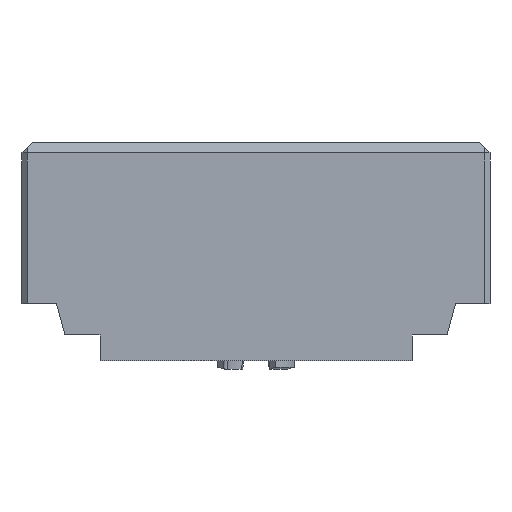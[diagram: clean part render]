
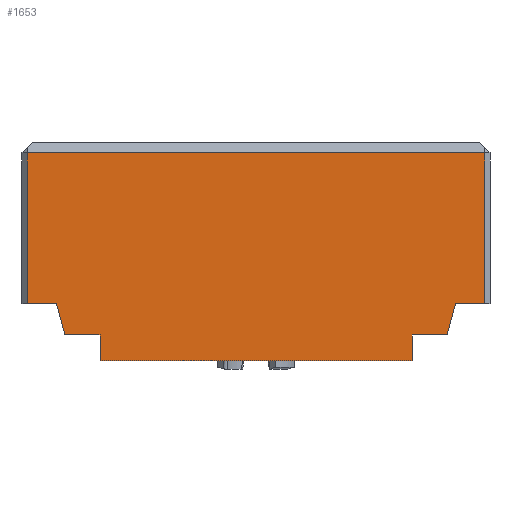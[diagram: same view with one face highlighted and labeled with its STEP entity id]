
A CAD part, front view. The second image highlights one B-rep face of the part: STEP entity #1653.
In plain terms, the highlighted planar face has unit normal (0, -1, 0).
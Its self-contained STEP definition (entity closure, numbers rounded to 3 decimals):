
#1653=ADVANCED_FACE('',(#3713),#3714,.F.);
#3713=FACE_OUTER_BOUND('',#32303,.T.);
#3714=PLANE('',#32304);
#32303=EDGE_LOOP('',(#39645,#39646,#39647,#39648,#39649,#39650,#39651,#39652,#39653,#39654,#39655,#39656));
#32304=AXIS2_PLACEMENT_3D('',#39657,#39658,#39659);
#39645=ORIENTED_EDGE('',*,*,#44720,.F.);
#39646=ORIENTED_EDGE('',*,*,#43094,.T.);
#39647=ORIENTED_EDGE('',*,*,#44721,.F.);
#39648=ORIENTED_EDGE('',*,*,#44722,.F.);
#39649=ORIENTED_EDGE('',*,*,#44723,.T.);
#39650=ORIENTED_EDGE('',*,*,#43102,.T.);
#39651=ORIENTED_EDGE('',*,*,#44724,.F.);
#39652=ORIENTED_EDGE('',*,*,#44725,.F.);
#39653=ORIENTED_EDGE('',*,*,#44726,.T.);
#39654=ORIENTED_EDGE('',*,*,#44727,.T.);
#39655=ORIENTED_EDGE('',*,*,#44728,.T.);
#39656=ORIENTED_EDGE('',*,*,#44729,.F.);
#39657=CARTESIAN_POINT('',(-45.0,-55.0,35.0));
#39658=DIRECTION('',(0.,1.0,0.0));
#39659=DIRECTION('',(-1.0,0.,0.0));
#43094=EDGE_CURVE('',#45732,#45733,#45734,.T.);
#43102=EDGE_CURVE('',#45749,#45747,#45750,.T.);
#44720=EDGE_CURVE('',#45732,#48204,#48205,.T.);
#44721=EDGE_CURVE('',#48206,#45733,#48207,.T.);
#44722=EDGE_CURVE('',#48208,#48206,#48209,.T.);
#44723=EDGE_CURVE('',#48208,#45749,#48210,.T.);
#44724=EDGE_CURVE('',#48211,#45747,#48212,.T.);
#44725=EDGE_CURVE('',#48213,#48211,#48214,.T.);
#44726=EDGE_CURVE('',#48213,#48215,#48216,.T.);
#44727=EDGE_CURVE('',#48215,#48217,#48218,.T.);
#44728=EDGE_CURVE('',#48217,#48219,#48220,.T.);
#44729=EDGE_CURVE('',#48204,#48219,#48221,.T.);
#45732=VERTEX_POINT('',#49451);
#45733=VERTEX_POINT('',#49452);
#45734=LINE('',#49453,#49454);
#45747=VERTEX_POINT('',#49473);
#45749=VERTEX_POINT('',#49476);
#45750=LINE('',#49477,#49478);
#48204=VERTEX_POINT('',#53555);
#48205=LINE('',#53556,#53557);
#48206=VERTEX_POINT('',#53558);
#48207=LINE('',#53559,#53560);
#48208=VERTEX_POINT('',#53561);
#48209=LINE('',#53562,#53563);
#48210=LINE('',#53564,#53565);
#48211=VERTEX_POINT('',#53566);
#48212=LINE('',#53567,#53568);
#48213=VERTEX_POINT('',#53569);
#48214=LINE('',#53570,#53571);
#48215=VERTEX_POINT('',#53572);
#48216=LINE('',#53573,#53574);
#48217=VERTEX_POINT('',#53575);
#48218=LINE('',#53576,#53577);
#48219=VERTEX_POINT('',#53578);
#48220=LINE('',#53579,#53580);
#48221=LINE('',#53581,#53582);
#49451=CARTESIAN_POINT('',(-36.767,-55.0,-1.0));
#49452=CARTESIAN_POINT('',(-30.0,-55.0,-1.0));
#49453=CARTESIAN_POINT('',(-45.0,-55.0,-1.0));
#49454=VECTOR('',#55422,1.0);
#49473=CARTESIAN_POINT('',(36.767,-55.0,-1.0));
#49476=CARTESIAN_POINT('',(30.0,-55.0,-1.0));
#49477=CARTESIAN_POINT('',(-45.0,-55.0,-1.0));
#49478=VECTOR('',#55430,1.0);
#53555=CARTESIAN_POINT('',(-38.375,-55.0,5.0));
#53556=CARTESIAN_POINT('',(-46.319,-55.0,34.647));
#53557=VECTOR('',#57737,1.0);
#53558=CARTESIAN_POINT('',(-30.0,-55.0,-6.0));
#53559=CARTESIAN_POINT('',(-30.0,-55.0,0.0));
#53560=VECTOR('',#57738,1.0);
#53561=CARTESIAN_POINT('',(30.0,-55.0,-6.0));
#53562=CARTESIAN_POINT('',(30.0,-55.0,-6.0));
#53563=VECTOR('',#57739,1.0);
#53564=CARTESIAN_POINT('',(30.0,-55.0,35.0));
#53565=VECTOR('',#57740,1.0);
#53566=CARTESIAN_POINT('',(38.375,-55.0,5.0));
#53567=CARTESIAN_POINT('',(40.29,-55.0,12.147));
#53568=VECTOR('',#57741,1.0);
#53569=CARTESIAN_POINT('',(44.0,-55.0,5.0));
#53570=CARTESIAN_POINT('',(-45.0,-55.0,5.0));
#53571=VECTOR('',#57742,1.0);
#53572=CARTESIAN_POINT('',(44.0,-55.0,34.0));
#53573=CARTESIAN_POINT('',(44.0,-55.0,35.0));
#53574=VECTOR('',#57743,1.0);
#53575=CARTESIAN_POINT('',(-44.0,-55.0,34.0));
#53576=CARTESIAN_POINT('',(-45.0,-55.0,34.0));
#53577=VECTOR('',#57744,1.0);
#53578=CARTESIAN_POINT('',(-44.0,-55.0,5.0));
#53579=CARTESIAN_POINT('',(-44.0,-55.0,35.0));
#53580=VECTOR('',#57745,1.0);
#53581=CARTESIAN_POINT('',(45.0,-55.0,5.0));
#53582=VECTOR('',#57746,1.0);
#55422=DIRECTION('',(1.0,0.,0.0));
#55430=DIRECTION('',(1.0,0.,0.0));
#57737=DIRECTION('',(-0.259,0.,0.966));
#57738=DIRECTION('',(0.0,0.0,1.0));
#57739=DIRECTION('',(-1.0,0.,0.0));
#57740=DIRECTION('',(0.0,0.0,1.0));
#57741=DIRECTION('',(-0.259,0.,-0.966));
#57742=DIRECTION('',(-1.0,0.,0.0));
#57743=DIRECTION('',(0.0,0.0,1.0));
#57744=DIRECTION('',(-1.0,0.,0.0));
#57745=DIRECTION('',(0.0,0.0,-1.0));
#57746=DIRECTION('',(-1.0,0.,0.0));
